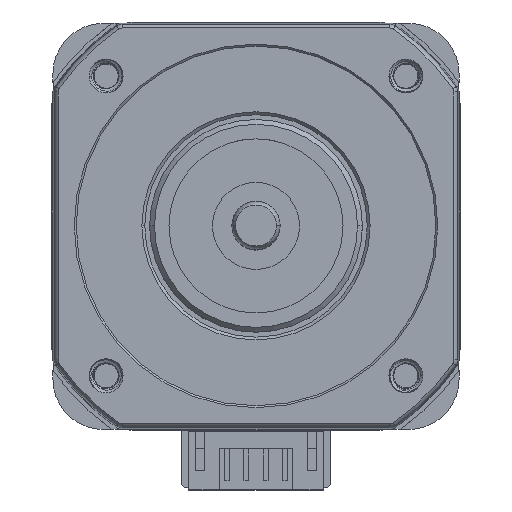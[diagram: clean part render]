
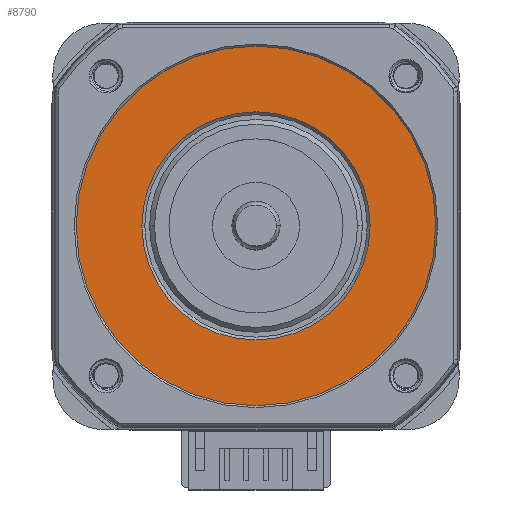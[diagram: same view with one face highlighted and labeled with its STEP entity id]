
A CAD part, top view. The second image highlights one B-rep face of the part: STEP entity #8790.
In plain terms, the highlighted planar face has unit normal (0, 0, 1).
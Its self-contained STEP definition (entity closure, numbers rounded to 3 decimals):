
#7060=CARTESIAN_POINT('',(11.8,0.,-0.2)
);
#7070=VERTEX_POINT('',#7060);
#7150=CARTESIAN_POINT('',(-11.8,0.,-0.2));
#7160=VERTEX_POINT('',#7150);
#7190=CARTESIAN_POINT('',(0.,0.,
-0.2));
#7200=DIRECTION('',(-0.,-0.,-1.));
#7210=DIRECTION('',(1.,0.,0.));
#7220=AXIS2_PLACEMENT_3D('',#7190,#7200,#7210);
#7230=CIRCLE('',#7220,11.8);
#7240=EDGE_CURVE('',#7160,#7070,#7230,.T.);
#8540=CARTESIAN_POINT('',(-18.823,-18.823,-0.2));
#8550=DIRECTION('',(0.,0.,1.));
#8560=DIRECTION('',(1.,0.,-0.));
#8570=AXIS2_PLACEMENT_3D('',#8540,#8550,#8560);
#8580=PLANE('',#8570);
#8590=CARTESIAN_POINT('',(0.,0.,-0.2
));
#8600=DIRECTION('',(0.,0.,1.));
#8610=DIRECTION('',(1.,0.,0.));
#8620=AXIS2_PLACEMENT_3D('',#8590,#8600,#8610);
#8630=CIRCLE('',#8620,18.6);
#8640=CARTESIAN_POINT('',(-18.6,0.,-0.2
));
#8650=VERTEX_POINT('',#8640);
#8660=CARTESIAN_POINT('',(18.6,0.,-0.2));
#8670=VERTEX_POINT('',#8660);
#8680=EDGE_CURVE('',#8650,#8670,#8630,.T.);
#8690=ORIENTED_EDGE('',*,*,#8680,.T.);
#8700=EDGE_CURVE('',#8670,#8650,#8630,.T.);
#8710=ORIENTED_EDGE('',*,*,#8700,.T.);
#8720=EDGE_LOOP('',(#8710,#8690));
#8730=FACE_OUTER_BOUND('',#8720,.T.);
#8740=EDGE_CURVE('',#7070,#7160,#7230,.T.);
#8750=ORIENTED_EDGE('',*,*,#8740,.T.);
#8760=ORIENTED_EDGE('',*,*,#7240,.T.);
#8770=EDGE_LOOP('',(#8760,#8750));
#8780=FACE_BOUND('',#8770,.T.);
#8790=ADVANCED_FACE('',(#8730,#8780),#8580,.T.);
